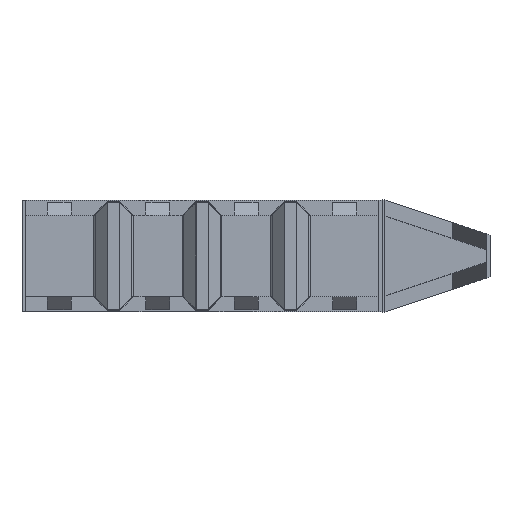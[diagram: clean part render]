
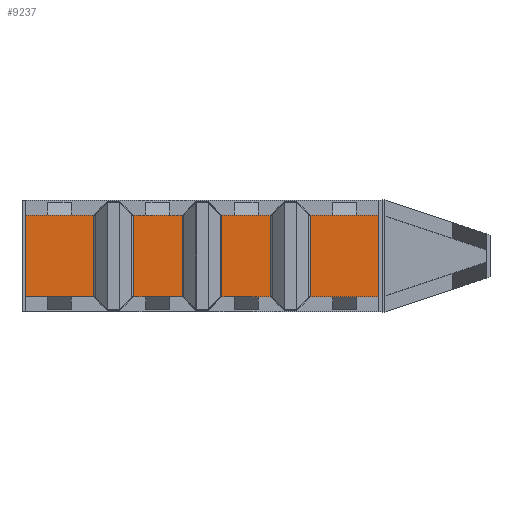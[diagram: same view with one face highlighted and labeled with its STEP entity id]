
A CAD part, front view. The second image highlights one B-rep face of the part: STEP entity #9237.
In plain terms, the highlighted planar face has unit normal (0, -1, 0).
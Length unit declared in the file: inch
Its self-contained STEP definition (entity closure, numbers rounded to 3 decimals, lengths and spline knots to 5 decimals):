
#270 = LINE ( 'NONE', #12526, #4706 ) ;
#523 = VERTEX_POINT ( 'NONE', #7335 ) ;
#657 = ORIENTED_EDGE ( 'NONE', *, *, #10361, .F. ) ;
#996 = CARTESIAN_POINT ( 'NONE',  ( 14.75, -0.25, -3.4 ) ) ;
#1348 = CARTESIAN_POINT ( 'NONE',  ( -14.75, -0.25, -3.4 ) ) ;
#2076 = CARTESIAN_POINT ( 'NONE',  ( -14.75, -0.25, 0. ) ) ;
#2203 = EDGE_LOOP ( 'NONE', ( #6378, #657, #7368, #10918 ) ) ;
#2213 = VECTOR ( 'NONE', #8297, 39.37008 ) ;
#2619 = FACE_OUTER_BOUND ( 'NONE', #2203, .T. ) ;
#2812 = VECTOR ( 'NONE', #11311, 39.37008 ) ;
#2871 = AXIS2_PLACEMENT_3D ( 'NONE', #13377, #7945, #9974 ) ;
#2961 = VERTEX_POINT ( 'NONE', #1348 ) ;
#3226 = VECTOR ( 'NONE', #7468, 39.37008 ) ;
#3398 = CARTESIAN_POINT ( 'NONE',  ( 14.75, -0.25, 0. ) ) ;
#3737 = EDGE_CURVE ( 'NONE', #9910, #2961, #5088, .T. ) ;
#4386 = LINE ( 'NONE', #2076, #2213 ) ;
#4423 = CARTESIAN_POINT ( 'NONE',  ( 14.75, -0.25, 3.4 ) ) ;
#4706 = VECTOR ( 'NONE', #5423, 39.37008 ) ;
#5088 = LINE ( 'NONE', #7026, #2812 ) ;
#5423 = DIRECTION ( 'NONE',  ( 1., 0., 0. ) ) ;
#6378 = ORIENTED_EDGE ( 'NONE', *, *, #10753, .F. ) ;
#7026 = CARTESIAN_POINT ( 'NONE',  ( 0., -0.25, -3.4 ) ) ;
#7335 = CARTESIAN_POINT ( 'NONE',  ( -14.75, -0.25, 3.4 ) ) ;
#7368 = ORIENTED_EDGE ( 'NONE', *, *, #9477, .F. ) ;
#7468 = DIRECTION ( 'NONE',  ( 0., 0., -1. ) ) ;
#7945 = DIRECTION ( 'NONE',  ( 0., -1., 0. ) ) ;
#8297 = DIRECTION ( 'NONE',  ( 0., 0., 1. ) ) ;
#9237 = ADVANCED_FACE ( 'NONE', ( #2619 ), #10864, .T. ) ;
#9477 = EDGE_CURVE ( 'NONE', #2961, #523, #4386, .T. ) ;
#9910 = VERTEX_POINT ( 'NONE', #996 ) ;
#9974 = DIRECTION ( 'NONE',  ( 0., 0., -1. ) ) ;
#10361 = EDGE_CURVE ( 'NONE', #523, #11592, #270, .T. ) ;
#10753 = EDGE_CURVE ( 'NONE', #11592, #9910, #12652, .T. ) ;
#10864 = PLANE ( 'NONE',  #2871 ) ;
#10918 = ORIENTED_EDGE ( 'NONE', *, *, #3737, .F. ) ;
#11311 = DIRECTION ( 'NONE',  ( -1., 0., 0. ) ) ;
#11592 = VERTEX_POINT ( 'NONE', #4423 ) ;
#12526 = CARTESIAN_POINT ( 'NONE',  ( 0., -0.25, 3.4 ) ) ;
#12652 = LINE ( 'NONE', #3398, #3226 ) ;
#13377 = CARTESIAN_POINT ( 'NONE',  ( 0., -0.25, 0. ) ) ;
